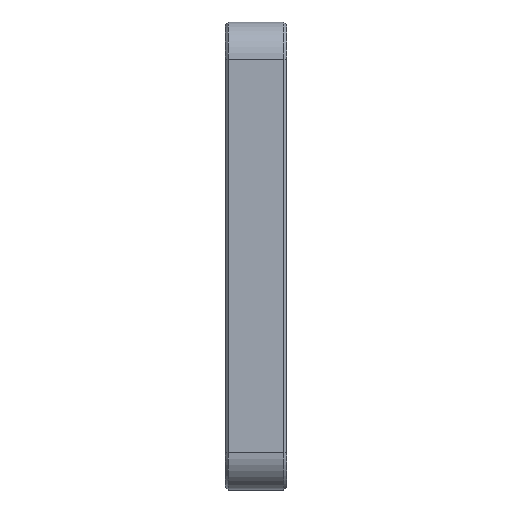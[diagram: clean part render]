
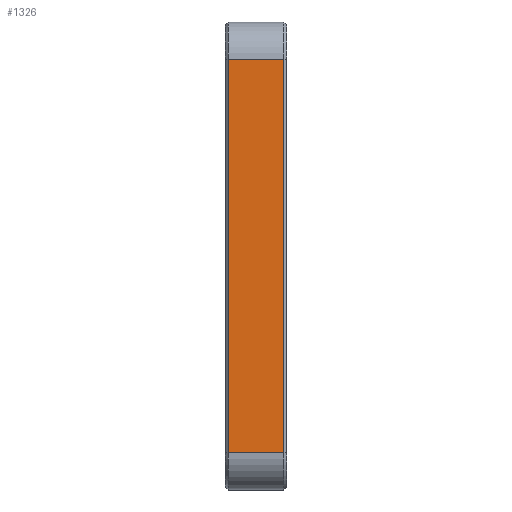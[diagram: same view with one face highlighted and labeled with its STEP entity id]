
A CAD part, left-side view. The second image highlights one B-rep face of the part: STEP entity #1326.
In plain terms, the highlighted planar face has unit normal (-1, 0, 0).
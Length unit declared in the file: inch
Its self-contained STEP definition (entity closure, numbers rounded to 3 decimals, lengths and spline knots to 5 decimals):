
#1 = CARTESIAN_POINT ( 'NONE',  ( -1.1875, 0.015, -1.1875 ) ) ;
#7 = DIRECTION ( 'NONE',  ( 0., 0., -1. ) ) ;
#75 = CARTESIAN_POINT ( 'NONE',  ( -1.1875, 0.3125, -0.9975 ) ) ;
#82 = VECTOR ( 'NONE', #532, 39.37008 ) ;
#150 = EDGE_CURVE ( 'NONE', #1120, #496, #576, .T. ) ;
#167 = CARTESIAN_POINT ( 'NONE',  ( -1.1875, 0.2975, -0.9975 ) ) ;
#234 = DIRECTION ( 'NONE',  ( 1., 0., 0. ) ) ;
#272 = EDGE_CURVE ( 'NONE', #1468, #1465, #1287, .T. ) ;
#312 = CARTESIAN_POINT ( 'NONE',  ( -1.1875, 0.015, 0.9975 ) ) ;
#366 = FACE_OUTER_BOUND ( 'NONE', #1623, .T. ) ;
#464 = EDGE_CURVE ( 'NONE', #1465, #1120, #1207, .T. ) ;
#495 = ORIENTED_EDGE ( 'NONE', *, *, #826, .T. ) ;
#496 = VERTEX_POINT ( 'NONE', #947 ) ;
#505 = AXIS2_PLACEMENT_3D ( 'NONE', #1436, #234, #767 ) ;
#532 = DIRECTION ( 'NONE',  ( 0., 0., 1. ) ) ;
#556 = VECTOR ( 'NONE', #1652, 39.37008 ) ;
#576 = LINE ( 'NONE', #1118, #556 ) ;
#612 = DIRECTION ( 'NONE',  ( 0., -1., 0. ) ) ;
#618 = VECTOR ( 'NONE', #7, 39.37008 ) ;
#669 = LINE ( 'NONE', #1211, #618 ) ;
#767 = DIRECTION ( 'NONE',  ( 0., 0., -1. ) ) ;
#826 = EDGE_CURVE ( 'NONE', #496, #1468, #669, .T. ) ;
#902 = PLANE ( 'NONE',  #505 ) ;
#947 = CARTESIAN_POINT ( 'NONE',  ( -1.1875, 0.2975, 0.9975 ) ) ;
#1118 = CARTESIAN_POINT ( 'NONE',  ( -1.1875, 0.3125, 0.9975 ) ) ;
#1120 = VERTEX_POINT ( 'NONE', #312 ) ;
#1207 = LINE ( 'NONE', #1, #82 ) ;
#1211 = CARTESIAN_POINT ( 'NONE',  ( -1.1875, 0.2975, -0.9975 ) ) ;
#1262 = ORIENTED_EDGE ( 'NONE', *, *, #464, .T. ) ;
#1264 = VECTOR ( 'NONE', #612, 39.37008 ) ;
#1287 = LINE ( 'NONE', #75, #1264 ) ;
#1326 = ADVANCED_FACE ( 'NONE', ( #366 ), #902, .F. ) ;
#1371 = CARTESIAN_POINT ( 'NONE',  ( -1.1875, 0.015, -0.9975 ) ) ;
#1436 = CARTESIAN_POINT ( 'NONE',  ( -1.1875, 0.3125, -1.1875 ) ) ;
#1465 = VERTEX_POINT ( 'NONE', #1371 ) ;
#1468 = VERTEX_POINT ( 'NONE', #167 ) ;
#1525 = ORIENTED_EDGE ( 'NONE', *, *, #150, .T. ) ;
#1617 = ORIENTED_EDGE ( 'NONE', *, *, #272, .T. ) ;
#1623 = EDGE_LOOP ( 'NONE', ( #1617, #1262, #1525, #495 ) ) ;
#1652 = DIRECTION ( 'NONE',  ( 0., 1., 0. ) ) ;
